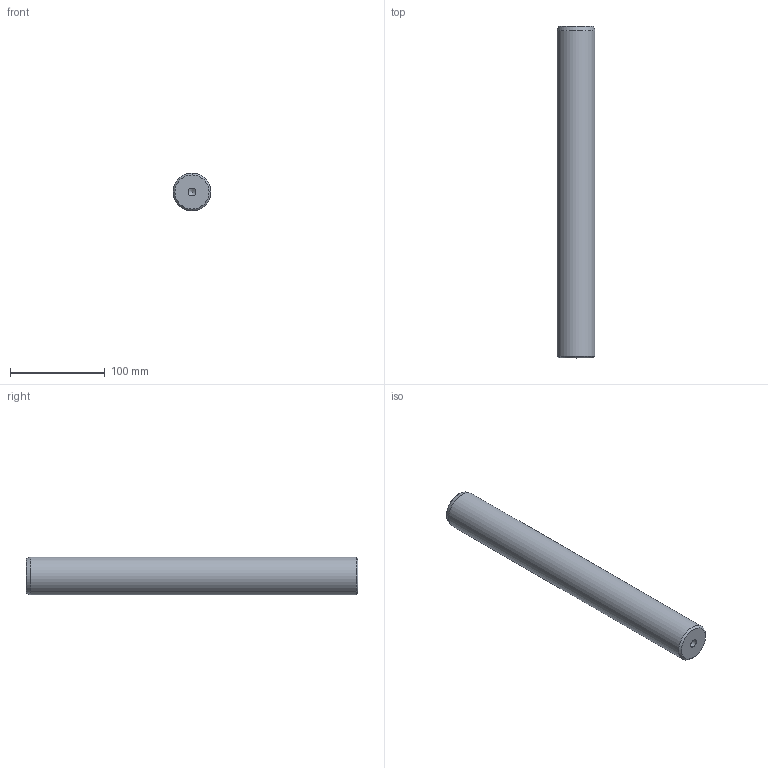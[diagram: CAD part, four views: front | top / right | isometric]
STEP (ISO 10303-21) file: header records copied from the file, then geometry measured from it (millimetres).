
FILE_DESCRIPTION(/* description */ ('AXE DE GUIDAGE Ø40'),/* implementation_level */ '2;1');
FILE_NAME(/* name */ 'F003.stp',/* time_stamp */ '2024-02-08T13:53:59+01:00',/* author */ ('vvernier'),/* organization */ (''),/* preprocessor_version */ 'ST-DEVELOPER v18.1',/* originating_system */ 'Autodesk Inventor 2022',/* authorisation */ '');
FILE_SCHEMA (('AUTOMOTIVE_DESIGN { 1 0 10303 214 3 1 1 }'));
Length unit declared in the file: millimetre
Products named in the file (1): F003
Bounding box: 40 x 350 x 40 mm (x, y, z)
Volume: 436054.3 mm3; surface area: 47609 mm2
Topology: 1 solids, 1 shells, 11 faces, 25 edges, 16 vertices
Faces by surface type: cone 4, cylinder 3, torus 2, plane 2
Full cylindrical faces by diameter (mm): 8.376 x2, 40 x1
Entity records: 362 total; most frequent: DIRECTION 63, CARTESIAN_POINT 51, ORIENTED_EDGE 46, AXIS2_PLACEMENT_3D 28, EDGE_CURVE 23, CIRCLE 16, VERTEX_POINT 16, EDGE_LOOP 13
